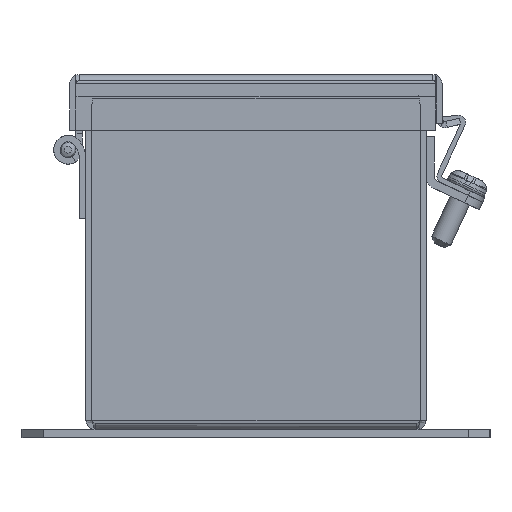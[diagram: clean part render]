
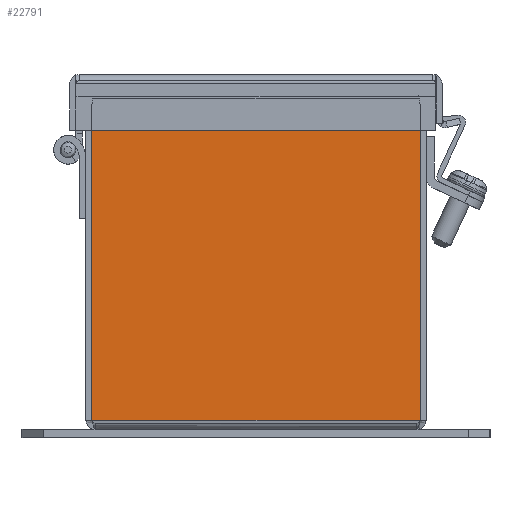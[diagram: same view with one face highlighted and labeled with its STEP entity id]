
A CAD part, left-side view. The second image highlights one B-rep face of the part: STEP entity #22791.
In plain terms, the highlighted planar face has unit normal (-1, 0, 0).
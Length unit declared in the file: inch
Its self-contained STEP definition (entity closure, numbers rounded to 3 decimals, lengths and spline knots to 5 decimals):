
#380 = AXIS2_PLACEMENT_3D ( 'NONE', #25144, #7164, #18729 ) ;
#475 = LINE ( 'NONE', #7982, #24926 ) ;
#736 = CARTESIAN_POINT ( 'NONE',  ( -24., -1.92789, 0.108 ) ) ;
#1261 = EDGE_CURVE ( 'NONE', #27490, #11502, #6600, .T. ) ;
#1300 = EDGE_LOOP ( 'NONE', ( #13106, #11239, #6434, #19441, #14968, #6451 ) ) ;
#2328 = EDGE_CURVE ( 'NONE', #11151, #13165, #24620, .T. ) ;
#5148 = CARTESIAN_POINT ( 'NONE',  ( -24., 1.92789, 0.108 ) ) ;
#5266 = PLANE ( 'NONE',  #380 ) ;
#6434 = ORIENTED_EDGE ( 'NONE', *, *, #11436, .F. ) ;
#6451 = ORIENTED_EDGE ( 'NONE', *, *, #16606, .F. ) ;
#6600 = LINE ( 'NONE', #24741, #26901 ) ;
#7164 = DIRECTION ( 'NONE',  ( 1., 0., 0. ) ) ;
#7270 = VECTOR ( 'NONE', #26936, 39.37008 ) ;
#7285 = CARTESIAN_POINT ( 'NONE',  ( -24., -1.67789, 3.82223 ) ) ;
#7310 = FACE_OUTER_BOUND ( 'NONE', #1300, .T. ) ;
#7688 = DIRECTION ( 'NONE',  ( 0., 1., 0. ) ) ;
#7982 = CARTESIAN_POINT ( 'NONE',  ( -24., -1.892, 0.108 ) ) ;
#9186 = DIRECTION ( 'NONE',  ( 0., -1., 0. ) ) ;
#10237 = CARTESIAN_POINT ( 'NONE',  ( -24., 1.67789, 3.82223 ) ) ;
#10641 = EDGE_CURVE ( 'NONE', #15642, #11502, #22367, .T. ) ;
#11151 = VERTEX_POINT ( 'NONE', #23694 ) ;
#11239 = ORIENTED_EDGE ( 'NONE', *, *, #27159, .F. ) ;
#11436 = EDGE_CURVE ( 'NONE', #27490, #27582, #475, .T. ) ;
#11502 = VERTEX_POINT ( 'NONE', #28309 ) ;
#13106 = ORIENTED_EDGE ( 'NONE', *, *, #2328, .F. ) ;
#13165 = VERTEX_POINT ( 'NONE', #25033 ) ;
#13177 = CARTESIAN_POINT ( 'NONE',  ( -24., 13.406, 3.892 ) ) ;
#13235 = VECTOR ( 'NONE', #13667, 39.37008 ) ;
#13667 = DIRECTION ( 'NONE',  ( 0., 0., 1. ) ) ;
#14777 = DIRECTION ( 'NONE',  ( 1., 0., 0. ) ) ;
#14968 = ORIENTED_EDGE ( 'NONE', *, *, #10641, .F. ) ;
#15642 = VERTEX_POINT ( 'NONE', #19065 ) ;
#16606 = EDGE_CURVE ( 'NONE', #13165, #15642, #20382, .T. ) ;
#16714 = AXIS2_PLACEMENT_3D ( 'NONE', #7285, #20340, #9186 ) ;
#18729 = DIRECTION ( 'NONE',  ( 0., -1., 0. ) ) ;
#19065 = CARTESIAN_POINT ( 'NONE',  ( -24., -1.91796, 3.892 ) ) ;
#19186 = DIRECTION ( 'NONE',  ( 0., 0., -1. ) ) ;
#19441 = ORIENTED_EDGE ( 'NONE', *, *, #1261, .T. ) ;
#19514 = AXIS2_PLACEMENT_3D ( 'NONE', #10237, #14777, #19186 ) ;
#20340 = DIRECTION ( 'NONE',  ( 1., 0., 0. ) ) ;
#20382 = LINE ( 'NONE', #13177, #7270 ) ;
#20390 = DIRECTION ( 'NONE',  ( 0., 0., 1. ) ) ;
#22367 = CIRCLE ( 'NONE', #16714, 0.25 ) ;
#22791 = ADVANCED_FACE ( 'NONE', ( #7310 ), #5266, .F. ) ;
#23694 = CARTESIAN_POINT ( 'NONE',  ( -24., 1.92789, 3.82223 ) ) ;
#24620 = CIRCLE ( 'NONE', #19514, 0.25 ) ;
#24741 = CARTESIAN_POINT ( 'NONE',  ( -24., -1.92789, 0.108 ) ) ;
#24926 = VECTOR ( 'NONE', #7688, 39.37008 ) ;
#25033 = CARTESIAN_POINT ( 'NONE',  ( -24., 1.91796, 3.892 ) ) ;
#25144 = CARTESIAN_POINT ( 'NONE',  ( -24., 13.406, 0. ) ) ;
#26901 = VECTOR ( 'NONE', #20390, 39.37008 ) ;
#26936 = DIRECTION ( 'NONE',  ( 0., -1., 0. ) ) ;
#26984 = CARTESIAN_POINT ( 'NONE',  ( -24., 1.92789, 0.108 ) ) ;
#27123 = LINE ( 'NONE', #26984, #13235 ) ;
#27159 = EDGE_CURVE ( 'NONE', #27582, #11151, #27123, .T. ) ;
#27490 = VERTEX_POINT ( 'NONE', #736 ) ;
#27582 = VERTEX_POINT ( 'NONE', #5148 ) ;
#28309 = CARTESIAN_POINT ( 'NONE',  ( -24., -1.92789, 3.82223 ) ) ;
